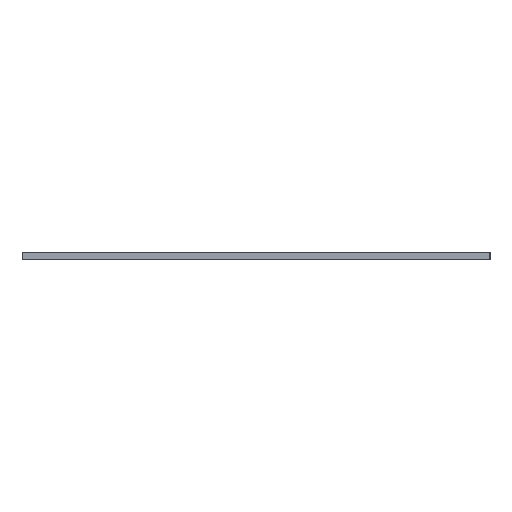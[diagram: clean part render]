
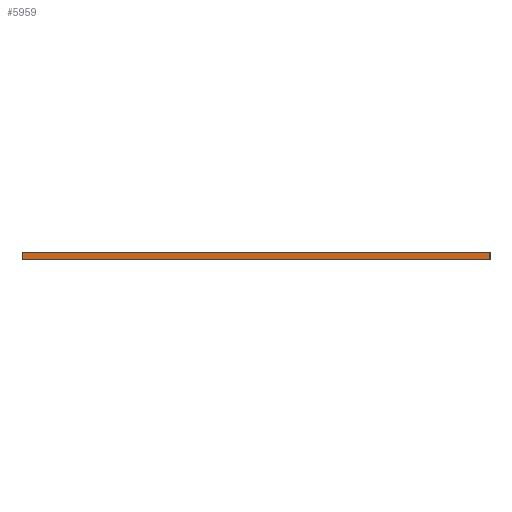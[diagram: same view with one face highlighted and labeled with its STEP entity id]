
A CAD part, left-side view. The second image highlights one B-rep face of the part: STEP entity #5959.
In plain terms, the highlighted planar face has unit normal (-1, 0, 0).
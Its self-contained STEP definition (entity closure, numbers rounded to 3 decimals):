
#229=PLANE('',#6553);
#521=FACE_OUTER_BOUND('',#847,.T.);
#847=EDGE_LOOP('',(#5231,#5232,#5233,#5234));
#886=LINE('',#8313,#1468);
#896=LINE('',#8346,#1478);
#1040=LINE('',#8910,#1622);
#1464=LINE('',#10040,#2046);
#1468=VECTOR('',#6568,10.);
#1478=VECTOR('',#6594,10.);
#1622=VECTOR('',#7022,10.);
#2046=VECTOR('',#8296,10.);
#2339=VERTEX_POINT('',#8310);
#2340=VERTEX_POINT('',#8312);
#2355=VERTEX_POINT('',#8344);
#2633=VERTEX_POINT('',#8908);
#2920=EDGE_CURVE('',#2340,#2339,#886,.T.);
#2937=EDGE_CURVE('',#2355,#2339,#896,.T.);
#3219=EDGE_CURVE('',#2633,#2355,#1040,.T.);
#3784=EDGE_CURVE('',#2633,#2340,#1464,.T.);
#5231=ORIENTED_EDGE('',*,*,#3784,.T.);
#5232=ORIENTED_EDGE('',*,*,#2920,.T.);
#5233=ORIENTED_EDGE('',*,*,#2937,.F.);
#5234=ORIENTED_EDGE('',*,*,#3219,.F.);
#5959=ADVANCED_FACE('',(#521),#229,.T.);
#6553=AXIS2_PLACEMENT_3D('',#10039,#8294,#8295);
#6568=DIRECTION('',(0.,0.,1.));
#6594=DIRECTION('',(0.,-1.,0.));
#7022=DIRECTION('',(0.,0.,1.));
#8294=DIRECTION('center_axis',(-1.,0.,0.));
#8295=DIRECTION('ref_axis',(0.,-1.,0.));
#8296=DIRECTION('',(0.,-1.,0.));
#8310=CARTESIAN_POINT('',(0.,0.,6.6));
#8312=CARTESIAN_POINT('',(0.,0.,5.1));
#8313=CARTESIAN_POINT('',(0.,0.,5.1));
#8344=CARTESIAN_POINT('',(0.,95.25,6.6));
#8346=CARTESIAN_POINT('',(0.,190.5,6.6));
#8908=CARTESIAN_POINT('',(0.,95.25,5.1));
#8910=CARTESIAN_POINT('',(0.,95.25,5.1));
#10039=CARTESIAN_POINT('Origin',(0.,95.25,5.1));
#10040=CARTESIAN_POINT('',(0.,95.25,5.1));
